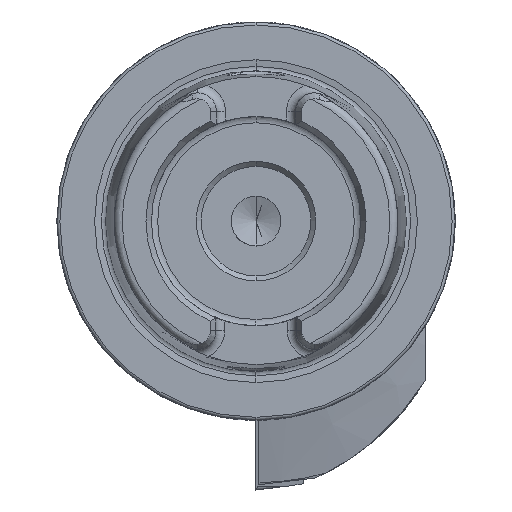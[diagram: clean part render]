
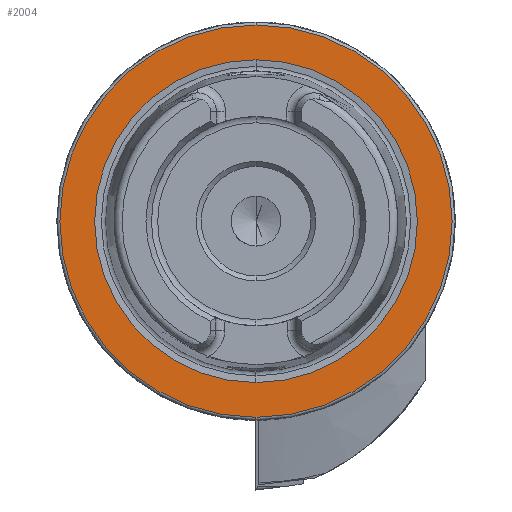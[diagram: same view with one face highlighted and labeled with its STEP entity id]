
A CAD part, left-side view. The second image highlights one B-rep face of the part: STEP entity #2004.
In plain terms, the highlighted planar face has unit normal (-1, 0, 0).
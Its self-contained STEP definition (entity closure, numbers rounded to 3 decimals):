
#417 = DIRECTION ( 'NONE',  ( -1., 0., 0. ) ) ;
#420 = CIRCLE ( 'NONE', #6498, 16.207 ) ;
#429 = FACE_BOUND ( 'NONE', #4112, .T. ) ;
#504 = VERTEX_POINT ( 'NONE', #3688 ) ;
#520 = EDGE_CURVE ( 'NONE', #6759, #504, #5736, .T. ) ;
#859 = VERTEX_POINT ( 'NONE', #7523 ) ;
#1115 = FACE_OUTER_BOUND ( 'NONE', #11322, .T. ) ;
#1597 = CIRCLE ( 'NONE', #2417, 19.7 ) ;
#1717 = DIRECTION ( 'NONE',  ( -1., 0., 0. ) ) ;
#1800 = ORIENTED_EDGE ( 'NONE', *, *, #11092, .F. ) ;
#2004 = ADVANCED_FACE ( 'NONE', ( #429, #1115 ), #5684, .F. ) ;
#2417 = AXIS2_PLACEMENT_3D ( 'NONE', #2840, #3576, #10862 ) ;
#2840 = CARTESIAN_POINT ( 'NONE',  ( 0., 0., 0. ) ) ;
#3129 = CARTESIAN_POINT ( 'NONE',  ( 0., 0., 0. ) ) ;
#3186 = ORIENTED_EDGE ( 'NONE', *, *, #520, .F. ) ;
#3576 = DIRECTION ( 'NONE',  ( -1., 0., 0. ) ) ;
#3688 = CARTESIAN_POINT ( 'NONE',  ( 0., 0., 16.207 ) ) ;
#3889 = CARTESIAN_POINT ( 'NONE',  ( 0., 19.7, 0. ) ) ;
#4112 = EDGE_LOOP ( 'NONE', ( #1800, #3186 ) ) ;
#4620 = AXIS2_PLACEMENT_3D ( 'NONE', #3889, #6647, #4775 ) ;
#4775 = DIRECTION ( 'NONE',  ( 0., 0., -1. ) ) ;
#5012 = AXIS2_PLACEMENT_3D ( 'NONE', #3129, #417, #7624 ) ;
#5381 = CARTESIAN_POINT ( 'NONE',  ( 0., 0., 0. ) ) ;
#5457 = ORIENTED_EDGE ( 'NONE', *, *, #7452, .T. ) ;
#5668 = DIRECTION ( 'NONE',  ( 0., 0., 1. ) ) ;
#5684 = PLANE ( 'NONE',  #4620 ) ;
#5736 = CIRCLE ( 'NONE', #6969, 16.207 ) ;
#6088 = VERTEX_POINT ( 'NONE', #11433 ) ;
#6253 = CARTESIAN_POINT ( 'NONE',  ( 0., 0., -16.207 ) ) ;
#6498 = AXIS2_PLACEMENT_3D ( 'NONE', #5381, #1717, #11825 ) ;
#6552 = DIRECTION ( 'NONE',  ( -1., 0., 0. ) ) ;
#6647 = DIRECTION ( 'NONE',  ( 1., 0., 0. ) ) ;
#6759 = VERTEX_POINT ( 'NONE', #6253 ) ;
#6969 = AXIS2_PLACEMENT_3D ( 'NONE', #7342, #6552, #5668 ) ;
#7342 = CARTESIAN_POINT ( 'NONE',  ( 0., 0., 0. ) ) ;
#7452 = EDGE_CURVE ( 'NONE', #859, #6088, #1597, .T. ) ;
#7523 = CARTESIAN_POINT ( 'NONE',  ( 0., 0., 19.7 ) ) ;
#7624 = DIRECTION ( 'NONE',  ( 0., 0., 1. ) ) ;
#9621 = EDGE_CURVE ( 'NONE', #6088, #859, #10560, .T. ) ;
#10560 = CIRCLE ( 'NONE', #5012, 19.7 ) ;
#10862 = DIRECTION ( 'NONE',  ( 0., 0., 1. ) ) ;
#11092 = EDGE_CURVE ( 'NONE', #504, #6759, #420, .T. ) ;
#11322 = EDGE_LOOP ( 'NONE', ( #5457, #11529 ) ) ;
#11433 = CARTESIAN_POINT ( 'NONE',  ( 0., 0., -19.7 ) ) ;
#11529 = ORIENTED_EDGE ( 'NONE', *, *, #9621, .T. ) ;
#11825 = DIRECTION ( 'NONE',  ( 0., 0., 1. ) ) ;
